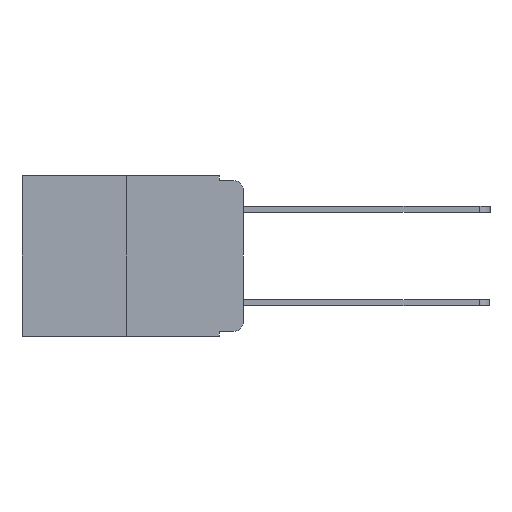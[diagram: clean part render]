
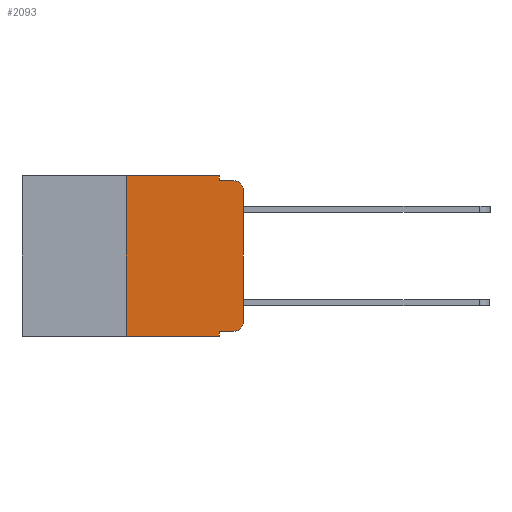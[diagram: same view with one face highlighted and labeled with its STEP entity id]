
A CAD part, left-side view. The second image highlights one B-rep face of the part: STEP entity #2093.
In plain terms, the highlighted planar face has unit normal (-1, 0, 0).
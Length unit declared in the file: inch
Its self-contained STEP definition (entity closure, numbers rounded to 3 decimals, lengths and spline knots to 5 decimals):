
#141 = VECTOR ( 'NONE', #9353, 39.37008 ) ;
#725 = CARTESIAN_POINT ( 'NONE',  ( 0., 0.051, -0.01 ) ) ;
#854 = CARTESIAN_POINT ( 'NONE',  ( 0., 0.051, -0.333 ) ) ;
#909 = AXIS2_PLACEMENT_3D ( 'NONE', #15246, #15169, #15114 ) ;
#994 = EDGE_CURVE ( 'NONE', #5036, #2725, #10881, .T. ) ;
#1082 = FACE_OUTER_BOUND ( 'NONE', #8788, .T. ) ;
#1480 = EDGE_CURVE ( 'NONE', #13391, #5036, #10299, .T. ) ;
#1667 = VERTEX_POINT ( 'NONE', #21042 ) ;
#2093 = ADVANCED_FACE ( 'NONE', ( #1082 ), #15271, .F. ) ;
#2144 = EDGE_CURVE ( 'NONE', #8687, #5009, #14072, .T. ) ;
#2570 = VECTOR ( 'NONE', #7735, 39.37008 ) ;
#2725 = VERTEX_POINT ( 'NONE', #14759 ) ;
#2807 = VECTOR ( 'NONE', #20778, 39.37008 ) ;
#2907 = CARTESIAN_POINT ( 'NONE',  ( 0., 0.051, -0.01 ) ) ;
#2971 = DIRECTION ( 'NONE',  ( 0., -1., 0. ) ) ;
#3333 = AXIS2_PLACEMENT_3D ( 'NONE', #19768, #19429, #18735 ) ;
#4202 = DIRECTION ( 'NONE',  ( -1., 0., 0. ) ) ;
#4240 = EDGE_CURVE ( 'NONE', #7969, #8687, #9613, .T. ) ;
#4549 = DIRECTION ( 'NONE',  ( 0., 0., -1. ) ) ;
#4648 = CARTESIAN_POINT ( 'NONE',  ( 0., 0.051, 0. ) ) ;
#4684 = LINE ( 'NONE', #4648, #13458 ) ;
#4885 = VERTEX_POINT ( 'NONE', #18413 ) ;
#5009 = VERTEX_POINT ( 'NONE', #19098 ) ;
#5010 = ORIENTED_EDGE ( 'NONE', *, *, #14584, .F. ) ;
#5036 = VERTEX_POINT ( 'NONE', #2907 ) ;
#5166 = EDGE_CURVE ( 'NONE', #7969, #4885, #4684, .T. ) ;
#5573 = ORIENTED_EDGE ( 'NONE', *, *, #1480, .F. ) ;
#5746 = EDGE_CURVE ( 'NONE', #16715, #1667, #6051, .T. ) ;
#6046 = CARTESIAN_POINT ( 'NONE',  ( 0., 0.473, -0.343 ) ) ;
#6051 = LINE ( 'NONE', #18639, #10734 ) ;
#6489 = CARTESIAN_POINT ( 'NONE',  ( 0., 0.051, -0.333 ) ) ;
#6645 = ORIENTED_EDGE ( 'NONE', *, *, #8637, .T. ) ;
#7511 = ORIENTED_EDGE ( 'NONE', *, *, #5166, .F. ) ;
#7674 = CARTESIAN_POINT ( 'NONE',  ( 0., 0.25, -0.343 ) ) ;
#7735 = DIRECTION ( 'NONE',  ( 0., -1., 0. ) ) ;
#7969 = VERTEX_POINT ( 'NONE', #854 ) ;
#8637 = EDGE_CURVE ( 'NONE', #12071, #2725, #18526, .T. ) ;
#8687 = VERTEX_POINT ( 'NONE', #14818 ) ;
#8788 = EDGE_LOOP ( 'NONE', ( #11314, #6645, #10226, #5573, #5010, #22068, #12153, #7511, #15647, #11056 ) ) ;
#9353 = DIRECTION ( 'NONE',  ( 0., -1., 0. ) ) ;
#9613 = LINE ( 'NONE', #6489, #141 ) ;
#10226 = ORIENTED_EDGE ( 'NONE', *, *, #994, .F. ) ;
#10299 = LINE ( 'NONE', #10779, #18797 ) ;
#10734 = VECTOR ( 'NONE', #16495, 39.37008 ) ;
#10779 = CARTESIAN_POINT ( 'NONE',  ( 0., 0.051, 0. ) ) ;
#10881 = LINE ( 'NONE', #725, #2570 ) ;
#11056 = ORIENTED_EDGE ( 'NONE', *, *, #2144, .T. ) ;
#11113 = LINE ( 'NONE', #6046, #20065 ) ;
#11314 = ORIENTED_EDGE ( 'NONE', *, *, #20934, .T. ) ;
#11350 = LINE ( 'NONE', #20135, #20302 ) ;
#12071 = VERTEX_POINT ( 'NONE', #13225 ) ;
#12153 = ORIENTED_EDGE ( 'NONE', *, *, #13881, .T. ) ;
#12186 = LINE ( 'NONE', #12378, #2807 ) ;
#12378 = CARTESIAN_POINT ( 'NONE',  ( 0., 0., 0. ) ) ;
#13030 = DIRECTION ( 'NONE',  ( 0., 0., -1. ) ) ;
#13225 = CARTESIAN_POINT ( 'NONE',  ( 0., 0., -0.03 ) ) ;
#13391 = VERTEX_POINT ( 'NONE', #20028 ) ;
#13458 = VECTOR ( 'NONE', #13557, 39.37008 ) ;
#13557 = DIRECTION ( 'NONE',  ( 0., 0., -1. ) ) ;
#13881 = EDGE_CURVE ( 'NONE', #16715, #4885, #11113, .T. ) ;
#14072 = CIRCLE ( 'NONE', #3333, 0.02 ) ;
#14584 = EDGE_CURVE ( 'NONE', #1667, #13391, #11350, .T. ) ;
#14759 = CARTESIAN_POINT ( 'NONE',  ( 0., 0.02, -0.01 ) ) ;
#14818 = CARTESIAN_POINT ( 'NONE',  ( 0., 0.02, -0.333 ) ) ;
#15114 = DIRECTION ( 'NONE',  ( 0., 0., -1. ) ) ;
#15169 = DIRECTION ( 'NONE',  ( 1., 0., 0. ) ) ;
#15246 = CARTESIAN_POINT ( 'NONE',  ( 0., 0.473, 0. ) ) ;
#15271 = PLANE ( 'NONE',  #909 ) ;
#15647 = ORIENTED_EDGE ( 'NONE', *, *, #4240, .T. ) ;
#15705 = CARTESIAN_POINT ( 'NONE',  ( 0., 0.02, -0.03 ) ) ;
#16417 = DIRECTION ( 'NONE',  ( 0., -1., 0. ) ) ;
#16495 = DIRECTION ( 'NONE',  ( 0., 0., 1. ) ) ;
#16715 = VERTEX_POINT ( 'NONE', #7674 ) ;
#18413 = CARTESIAN_POINT ( 'NONE',  ( 0., 0.051, -0.343 ) ) ;
#18526 = CIRCLE ( 'NONE', #20137, 0.02 ) ;
#18639 = CARTESIAN_POINT ( 'NONE',  ( 0., 0.25, 0. ) ) ;
#18735 = DIRECTION ( 'NONE',  ( 0., 0., -1. ) ) ;
#18797 = VECTOR ( 'NONE', #4549, 39.37008 ) ;
#19098 = CARTESIAN_POINT ( 'NONE',  ( 0., 0., -0.313 ) ) ;
#19429 = DIRECTION ( 'NONE',  ( -1., 0., 0. ) ) ;
#19768 = CARTESIAN_POINT ( 'NONE',  ( 0., 0.02, -0.313 ) ) ;
#20028 = CARTESIAN_POINT ( 'NONE',  ( 0., 0.051, 0. ) ) ;
#20065 = VECTOR ( 'NONE', #16417, 39.37008 ) ;
#20135 = CARTESIAN_POINT ( 'NONE',  ( 0., 0.473, 0. ) ) ;
#20137 = AXIS2_PLACEMENT_3D ( 'NONE', #15705, #4202, #13030 ) ;
#20302 = VECTOR ( 'NONE', #2971, 39.37008 ) ;
#20778 = DIRECTION ( 'NONE',  ( 0., 0., 1. ) ) ;
#20934 = EDGE_CURVE ( 'NONE', #5009, #12071, #12186, .T. ) ;
#21042 = CARTESIAN_POINT ( 'NONE',  ( 0., 0.25, 0. ) ) ;
#22068 = ORIENTED_EDGE ( 'NONE', *, *, #5746, .F. ) ;
